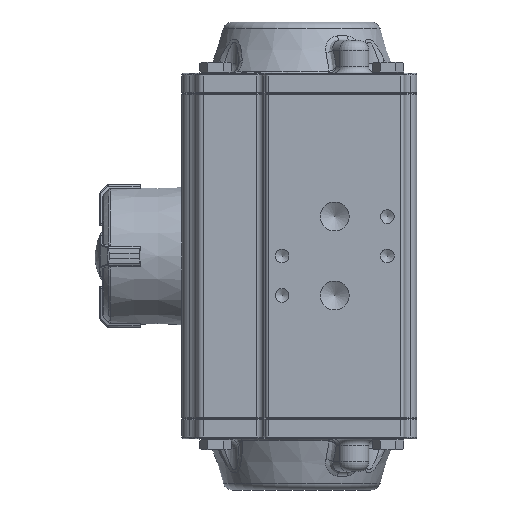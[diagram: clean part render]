
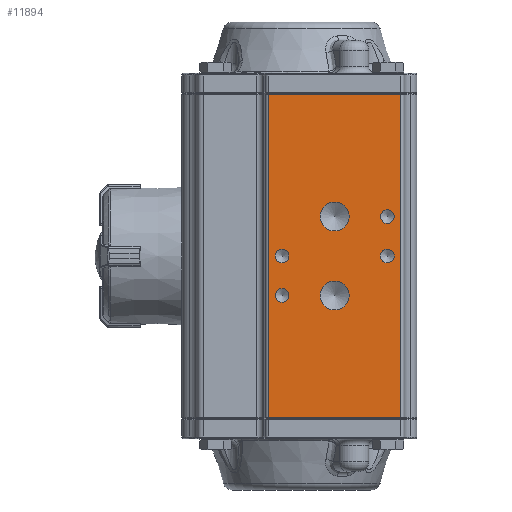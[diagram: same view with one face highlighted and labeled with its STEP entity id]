
A CAD part, left-side view. The second image highlights one B-rep face of the part: STEP entity #11894.
In plain terms, the highlighted planar face has unit normal (-1, 0, 0).
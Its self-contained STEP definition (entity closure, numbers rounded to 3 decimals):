
#184=PLANE('',#12953);
#885=LINE('',#19075,#1621);
#886=LINE('',#19079,#1622);
#887=LINE('',#19081,#1623);
#888=LINE('',#19083,#1624);
#1621=VECTOR('',#14790,1000.);
#1622=VECTOR('',#14795,1000.);
#1623=VECTOR('',#14796,1000.);
#1624=VECTOR('',#14797,1000.);
#3075=ORIENTED_EDGE('',*,*,#6488,.F.);
#3076=ORIENTED_EDGE('',*,*,#6490,.T.);
#3077=ORIENTED_EDGE('',*,*,#6491,.T.);
#3078=ORIENTED_EDGE('',*,*,#6492,.T.);
#3079=ORIENTED_EDGE('',*,*,#6196,.F.);
#3080=ORIENTED_EDGE('',*,*,#6194,.F.);
#3081=ORIENTED_EDGE('',*,*,#6192,.F.);
#3082=ORIENTED_EDGE('',*,*,#6190,.F.);
#3083=ORIENTED_EDGE('',*,*,#6188,.F.);
#3084=ORIENTED_EDGE('',*,*,#6186,.F.);
#6186=EDGE_CURVE('',#7973,#7973,#9082,.T.);
#6188=EDGE_CURVE('',#7976,#7976,#9084,.T.);
#6190=EDGE_CURVE('',#7979,#7979,#9086,.T.);
#6192=EDGE_CURVE('',#7982,#7982,#9088,.T.);
#6194=EDGE_CURVE('',#7985,#7985,#9090,.T.);
#6196=EDGE_CURVE('',#7988,#7988,#9092,.T.);
#6488=EDGE_CURVE('',#8226,#8227,#885,.T.);
#6490=EDGE_CURVE('',#8226,#8228,#886,.T.);
#6491=EDGE_CURVE('',#8228,#8229,#887,.T.);
#6492=EDGE_CURVE('',#8229,#8227,#888,.T.);
#7973=VERTEX_POINT('',#17984);
#7976=VERTEX_POINT('',#17991);
#7979=VERTEX_POINT('',#17998);
#7982=VERTEX_POINT('',#18005);
#7985=VERTEX_POINT('',#18012);
#7988=VERTEX_POINT('',#18019);
#8226=VERTEX_POINT('',#19074);
#8227=VERTEX_POINT('',#19076);
#8228=VERTEX_POINT('',#19080);
#8229=VERTEX_POINT('',#19082);
#9082=CIRCLE('',#12703,4.4);
#9084=CIRCLE('',#12707,4.4);
#9086=CIRCLE('',#12711,2.1);
#9088=CIRCLE('',#12715,2.1);
#9090=CIRCLE('',#12719,2.1);
#9092=CIRCLE('',#12723,2.1);
#9911=EDGE_LOOP('',(#3075,#3076,#3077,#3078));
#9912=EDGE_LOOP('',(#3079));
#9913=EDGE_LOOP('',(#3080));
#9914=EDGE_LOOP('',(#3081));
#9915=EDGE_LOOP('',(#3082));
#9916=EDGE_LOOP('',(#3083));
#9917=EDGE_LOOP('',(#3084));
#10865=FACE_BOUND('',#9911,.T.);
#10866=FACE_BOUND('',#9912,.T.);
#10867=FACE_BOUND('',#9913,.T.);
#10868=FACE_BOUND('',#9914,.T.);
#10869=FACE_BOUND('',#9915,.T.);
#10870=FACE_BOUND('',#9916,.T.);
#10871=FACE_BOUND('',#9917,.T.);
#11894=ADVANCED_FACE('',(#10865,#10866,#10867,#10868,#10869,#10870,#10871),
#184,.F.);
#12703=AXIS2_PLACEMENT_3D('',#17983,#14193,#14194);
#12707=AXIS2_PLACEMENT_3D('',#17990,#14201,#14202);
#12711=AXIS2_PLACEMENT_3D('',#17997,#14209,#14210);
#12715=AXIS2_PLACEMENT_3D('',#18004,#14217,#14218);
#12719=AXIS2_PLACEMENT_3D('',#18011,#14225,#14226);
#12723=AXIS2_PLACEMENT_3D('',#18018,#14233,#14234);
#12953=AXIS2_PLACEMENT_3D('',#19078,#14793,#14794);
#14193=DIRECTION('',(-1.,0.,0.));
#14194=DIRECTION('',(0.,0.,1.));
#14201=DIRECTION('',(-1.,0.,0.));
#14202=DIRECTION('',(0.,0.,1.));
#14209=DIRECTION('',(-1.,0.,0.));
#14210=DIRECTION('',(0.,0.,1.));
#14217=DIRECTION('',(-1.,0.,0.));
#14218=DIRECTION('',(0.,0.,1.));
#14225=DIRECTION('',(-1.,0.,0.));
#14226=DIRECTION('',(0.,0.,1.));
#14233=DIRECTION('',(-1.,0.,0.));
#14234=DIRECTION('',(0.,0.,1.));
#14790=DIRECTION('',(0.,0.,-1.));
#14793=DIRECTION('',(1.,0.,0.));
#14794=DIRECTION('',(0.,1.,0.));
#14795=DIRECTION('',(0.,1.,0.));
#14796=DIRECTION('',(0.,0.,-1.));
#14797=DIRECTION('',(0.,-1.,0.));
#17983=CARTESIAN_POINT('',(-42.,-10.,12.));
#17984=CARTESIAN_POINT('',(-42.,-10.,16.4));
#17990=CARTESIAN_POINT('',(-42.,-10.,-12.));
#17991=CARTESIAN_POINT('',(-42.,-10.,-7.6));
#17997=CARTESIAN_POINT('',(-42.,6.,0.));
#17998=CARTESIAN_POINT('',(-42.,6.,2.1));
#18004=CARTESIAN_POINT('',(-42.,-26.,0.));
#18005=CARTESIAN_POINT('',(-42.,-26.,2.1));
#18011=CARTESIAN_POINT('',(-42.,6.,-12.));
#18012=CARTESIAN_POINT('',(-42.,6.,-9.9));
#18018=CARTESIAN_POINT('',(-42.,-26.,12.));
#18019=CARTESIAN_POINT('',(-42.,-26.,14.1));
#19074=CARTESIAN_POINT('',(-42.,-30.05,49.2));
#19075=CARTESIAN_POINT('',(-42.,-30.05,49.5));
#19076=CARTESIAN_POINT('',(-42.,-30.05,-49.2));
#19078=CARTESIAN_POINT('',(-42.,10.062,49.5));
#19079=CARTESIAN_POINT('',(-42.,10.062,49.2));
#19080=CARTESIAN_POINT('',(-42.,10.062,49.2));
#19081=CARTESIAN_POINT('',(-42.,10.062,49.5));
#19082=CARTESIAN_POINT('',(-42.,10.062,-49.2));
#19083=CARTESIAN_POINT('',(-42.,10.062,-49.2));
